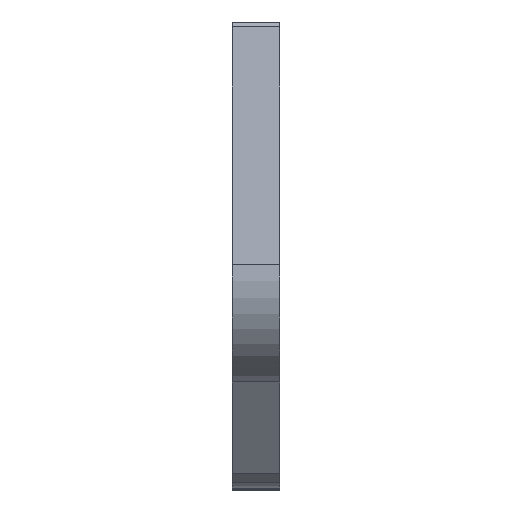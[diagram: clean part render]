
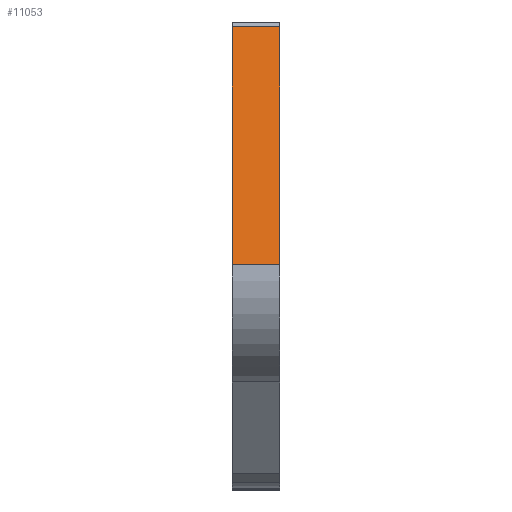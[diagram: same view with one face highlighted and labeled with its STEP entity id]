
A CAD part, top view. The second image highlights one B-rep face of the part: STEP entity #11053.
In plain terms, the highlighted planar face has unit normal (0, 0.199, 0.98).
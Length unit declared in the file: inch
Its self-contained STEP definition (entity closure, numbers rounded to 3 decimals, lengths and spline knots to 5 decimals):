
#377=PLANE('',#12387);
#963=FACE_OUTER_BOUND('',#1653,.T.);
#1653=EDGE_LOOP('',(#9988,#9989,#9990,#9991));
#1760=LINE('',#16134,#2645);
#1771=LINE('',#16174,#2656);
#2575=LINE('',#19156,#3460);
#2576=LINE('',#19157,#3461);
#2645=VECTOR('',#12598,0.3937);
#2656=VECTOR('',#12629,0.3937);
#3460=VECTOR('',#15867,0.3937);
#3461=VECTOR('',#15868,0.3937);
#4286=VERTEX_POINT('',#16127);
#4289=VERTEX_POINT('',#16132);
#4308=VERTEX_POINT('',#16172);
#5269=VERTEX_POINT('',#19155);
#5377=EDGE_CURVE('',#4289,#4286,#1760,.T.);
#5397=EDGE_CURVE('',#4289,#4308,#1771,.T.);
#6864=EDGE_CURVE('',#4308,#5269,#2575,.T.);
#6865=EDGE_CURVE('',#4286,#5269,#2576,.T.);
#9988=ORIENTED_EDGE('',*,*,#5377,.F.);
#9989=ORIENTED_EDGE('',*,*,#5397,.T.);
#9990=ORIENTED_EDGE('',*,*,#6864,.T.);
#9991=ORIENTED_EDGE('',*,*,#6865,.F.);
#11053=ADVANCED_FACE('',(#963),#377,.T.);
#12387=AXIS2_PLACEMENT_3D('',#19154,#15865,#15866);
#12598=DIRECTION('',(1.,0.,0.));
#12629=DIRECTION('',(0.,-0.98,0.199));
#15865=DIRECTION('center_axis',(0.,0.199,0.98));
#15866=DIRECTION('ref_axis',(0.,-0.98,0.199));
#15867=DIRECTION('',(1.,0.,0.));
#15868=DIRECTION('',(0.,-0.98,0.199));
#16127=CARTESIAN_POINT('',(0.5,4.32492,7.51015));
#16132=CARTESIAN_POINT('',(0.,4.32492,7.51015));
#16134=CARTESIAN_POINT('',(0.,4.32492,7.51015));
#16172=CARTESIAN_POINT('',(0.,1.83612,8.01474));
#16174=CARTESIAN_POINT('',(0.,4.375,7.5));
#19154=CARTESIAN_POINT('Origin',(0.,4.375,7.5));
#19155=CARTESIAN_POINT('',(0.5,1.83612,8.01474));
#19156=CARTESIAN_POINT('',(0.,1.83612,8.01474));
#19157=CARTESIAN_POINT('',(0.5,4.375,7.5));
